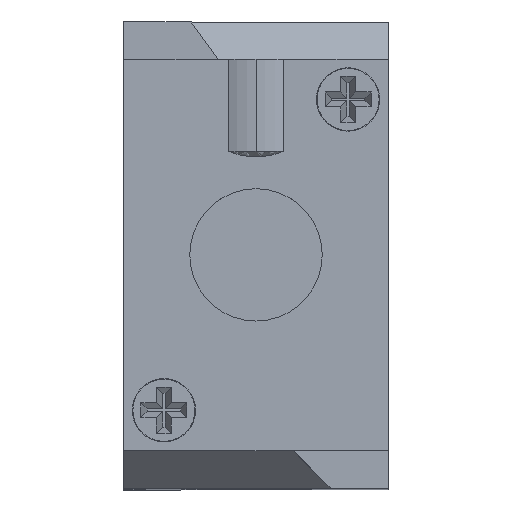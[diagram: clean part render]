
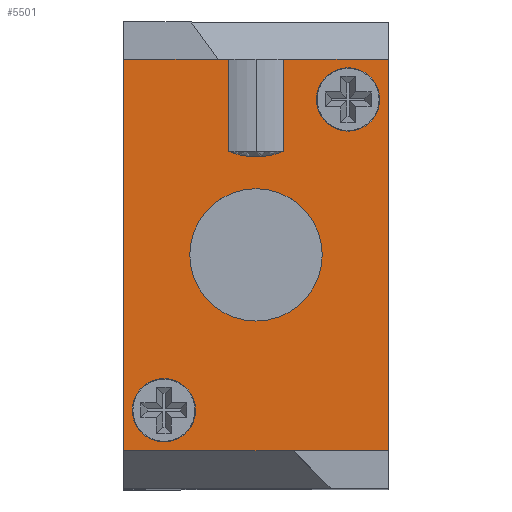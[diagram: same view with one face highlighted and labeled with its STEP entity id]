
A CAD part, top view. The second image highlights one B-rep face of the part: STEP entity #5501.
In plain terms, the highlighted planar face has unit normal (0, 0, 1).
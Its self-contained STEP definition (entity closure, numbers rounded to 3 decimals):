
#22 = EDGE_LOOP ( 'NONE', ( #2989, #3021 ) ) ;
#53 = EDGE_LOOP ( 'NONE', ( #2991, #2990 ) ) ;
#99 = EDGE_LOOP ( 'NONE', ( #2993, #2992 ) ) ;
#228 = EDGE_CURVE ( 'NONE', #4719, #4506, #1911, .T. ) ;
#229 = EDGE_CURVE ( 'NONE', #5001, #4719, #1914, .T. ) ;
#230 = EDGE_CURVE ( 'NONE', #4886, #5001, #1916, .T. ) ;
#231 = EDGE_CURVE ( 'NONE', #4882, #4886, #1918, .T. ) ;
#232 = EDGE_CURVE ( 'NONE', #5013, #4882, #1920, .T. ) ;
#233 = EDGE_CURVE ( 'NONE', #4899, #4918, #1923, .T. ) ;
#234 = EDGE_CURVE ( 'NONE', #4899, #4506, #1922, .T. ) ;
#235 = EDGE_CURVE ( 'NONE', #4919, #5004, #1925, .T. ) ;
#236 = EDGE_CURVE ( 'NONE', #4871, #4879, #1927, .T. ) ;
#258 = AXIS2_PLACEMENT_3D ( 'NONE', #4693, #4642, #4696 ) ;
#259 = AXIS2_PLACEMENT_3D ( 'NONE', #4707, #4708, #4703 ) ;
#260 = AXIS2_PLACEMENT_3D ( 'NONE', #4698, #4881, #4779 ) ;
#285 = AXIS2_PLACEMENT_3D ( 'NONE', #4351, #4354, #4352 ) ;
#288 = AXIS2_PLACEMENT_3D ( 'NONE', #4318, #4319, #4321 ) ;
#304 = AXIS2_PLACEMENT_3D ( 'NONE', #4371, #4359, #4300 ) ;
#330 = AXIS2_PLACEMENT_3D ( 'NONE', #3728, #3726, #3724 ) ;
#454 = AXIS2_PLACEMENT_3D ( 'NONE', #3051, #3050, #3049 ) ;
#837 = CIRCLE ( 'NONE', #285, 2.75 ) ;
#843 = CIRCLE ( 'NONE', #288, 2.75 ) ;
#896 = CIRCLE ( 'NONE', #304, 5.75 ) ;
#1046 = CIRCLE ( 'NONE', #330, 5.75 ) ;
#1089 = EDGE_CURVE ( 'NONE', #4918, #5013, #1952, .T. ) ;
#1911 = LINE ( 'NONE', #4448, #1913 ) ;
#1913 = VECTOR ( 'NONE', #4453, 1000. ) ;
#1914 = LINE ( 'NONE', #4289, #1915 ) ;
#1915 = VECTOR ( 'NONE', #4991, 1000. ) ;
#1916 = LINE ( 'NONE', #4302, #1917 ) ;
#1917 = VECTOR ( 'NONE', #4316, 1000. ) ;
#1918 = LINE ( 'NONE', #4330, #1919 ) ;
#1919 = VECTOR ( 'NONE', #4312, 1000. ) ;
#1920 = LINE ( 'NONE', #4308, #1921 ) ;
#1921 = VECTOR ( 'NONE', #4304, 1000. ) ;
#1922 = LINE ( 'NONE', #4781, #1924 ) ;
#1923 = CIRCLE ( 'NONE', #258, 6. ) ;
#1924 = VECTOR ( 'NONE', #4748, 1000. ) ;
#1925 = CIRCLE ( 'NONE', #259, 2.75 ) ;
#1927 = CIRCLE ( 'NONE', #260, 2.75 ) ;
#1952 = LINE ( 'NONE', #4391, #1954 ) ;
#1954 = VECTOR ( 'NONE', #4384, 1000. ) ;
#1991 = EDGE_CURVE ( 'NONE', #4879, #4871, #837, .T. ) ;
#1996 = EDGE_CURVE ( 'NONE', #5004, #4919, #843, .T. ) ;
#2032 = EDGE_CURVE ( 'NONE', #4741, #4974, #896, .T. ) ;
#2508 = FACE_BOUND ( 'NONE', #99, .T. ) ;
#2510 = FACE_BOUND ( 'NONE', #53, .T. ) ;
#2511 = FACE_BOUND ( 'NONE', #22, .T. ) ;
#2513 = FACE_OUTER_BOUND ( 'NONE', #5174, .T. ) ;
#2952 = ORIENTED_EDGE ( 'NONE', *, *, #228, .T. ) ;
#2969 = ORIENTED_EDGE ( 'NONE', *, *, #231, .T. ) ;
#2970 = ORIENTED_EDGE ( 'NONE', *, *, #230, .T. ) ;
#2971 = ORIENTED_EDGE ( 'NONE', *, *, #229, .T. ) ;
#2972 = ORIENTED_EDGE ( 'NONE', *, *, #232, .T. ) ;
#2986 = ORIENTED_EDGE ( 'NONE', *, *, #233, .T. ) ;
#2987 = ORIENTED_EDGE ( 'NONE', *, *, #234, .F. ) ;
#2988 = ORIENTED_EDGE ( 'NONE', *, *, #1089, .T. ) ;
#2989 = ORIENTED_EDGE ( 'NONE', *, *, #235, .F. ) ;
#2990 = ORIENTED_EDGE ( 'NONE', *, *, #1991, .F. ) ;
#2991 = ORIENTED_EDGE ( 'NONE', *, *, #236, .F. ) ;
#2992 = ORIENTED_EDGE ( 'NONE', *, *, #2032, .F. ) ;
#2993 = ORIENTED_EDGE ( 'NONE', *, *, #5135, .F. ) ;
#3021 = ORIENTED_EDGE ( 'NONE', *, *, #1996, .F. ) ;
#3049 = DIRECTION ( 'NONE',  ( 1., 0., 0. ) ) ;
#3050 = DIRECTION ( 'NONE',  ( 0., 0., 1. ) ) ;
#3051 = CARTESIAN_POINT ( 'NONE',  ( 11.5, -17., 13. ) ) ;
#3052 = PLANE ( 'NONE',  #454 ) ;
#3724 = DIRECTION ( 'NONE',  ( 1., 0., 0. ) ) ;
#3726 = DIRECTION ( 'NONE',  ( 0., 0., 1. ) ) ;
#3728 = CARTESIAN_POINT ( 'NONE',  ( 0., 0., 13. ) ) ;
#3834 = CARTESIAN_POINT ( 'NONE',  ( -2.398, 17., 13. ) ) ;
#3845 = CARTESIAN_POINT ( 'NONE',  ( -10.75, -13.5, 13. ) ) ;
#3849 = CARTESIAN_POINT ( 'NONE',  ( 11.5, -17., 13. ) ) ;
#3878 = CARTESIAN_POINT ( 'NONE',  ( 5.75, 0., 13. ) ) ;
#3943 = CARTESIAN_POINT ( 'NONE',  ( -5.25, -13.5, 13. ) ) ;
#3944 = CARTESIAN_POINT ( 'NONE',  ( -2.398, 9., 13. ) ) ;
#3967 = CARTESIAN_POINT ( 'NONE',  ( 2.398, 9., 13. ) ) ;
#3984 = CARTESIAN_POINT ( 'NONE',  ( -11.5, -17., 13. ) ) ;
#3989 = CARTESIAN_POINT ( 'NONE',  ( -11.5, 17., 13. ) ) ;
#3992 = CARTESIAN_POINT ( 'NONE',  ( 5.25, 13.5, 13. ) ) ;
#4000 = CARTESIAN_POINT ( 'NONE',  ( 10.75, 13.5, 13. ) ) ;
#4076 = CARTESIAN_POINT ( 'NONE',  ( -5.75, 0., 13. ) ) ;
#4099 = CARTESIAN_POINT ( 'NONE',  ( 11.5, 17., 13. ) ) ;
#4149 = CARTESIAN_POINT ( 'NONE',  ( 2.398, 17., 13. ) ) ;
#4289 = CARTESIAN_POINT ( 'NONE',  ( 11.5, 17., 13. ) ) ;
#4300 = DIRECTION ( 'NONE',  ( 1., 0., 0. ) ) ;
#4302 = CARTESIAN_POINT ( 'NONE',  ( -11.5, -17., 13. ) ) ;
#4304 = DIRECTION ( 'NONE',  ( -1., 0., 0. ) ) ;
#4308 = CARTESIAN_POINT ( 'NONE',  ( -11.5, 17., 13. ) ) ;
#4312 = DIRECTION ( 'NONE',  ( 0., -1., 0. ) ) ;
#4316 = DIRECTION ( 'NONE',  ( 1., 0., 0. ) ) ;
#4318 = CARTESIAN_POINT ( 'NONE',  ( -8., -13.5, 13. ) ) ;
#4319 = DIRECTION ( 'NONE',  ( 0., 0., 1. ) ) ;
#4321 = DIRECTION ( 'NONE',  ( 1., 0., 0. ) ) ;
#4330 = CARTESIAN_POINT ( 'NONE',  ( -11.5, 17., 13. ) ) ;
#4351 = CARTESIAN_POINT ( 'NONE',  ( 8., 13.5, 13. ) ) ;
#4352 = DIRECTION ( 'NONE',  ( 1., 0., 0. ) ) ;
#4354 = DIRECTION ( 'NONE',  ( 0., 0., 1. ) ) ;
#4359 = DIRECTION ( 'NONE',  ( 0., 0., 1. ) ) ;
#4371 = CARTESIAN_POINT ( 'NONE',  ( 0., 0., 13. ) ) ;
#4384 = DIRECTION ( 'NONE',  ( 0., 1., 0. ) ) ;
#4391 = CARTESIAN_POINT ( 'NONE',  ( -2.398, 9., 13. ) ) ;
#4448 = CARTESIAN_POINT ( 'NONE',  ( -11.5, 17., 13. ) ) ;
#4453 = DIRECTION ( 'NONE',  ( -1., 0., 0. ) ) ;
#4506 = VERTEX_POINT ( 'NONE', #4149 ) ;
#4642 = DIRECTION ( 'NONE',  ( 0., 0., -1. ) ) ;
#4693 = CARTESIAN_POINT ( 'NONE',  ( 0., 14.5, 13. ) ) ;
#4696 = DIRECTION ( 'NONE',  ( 1., 0., 0. ) ) ;
#4698 = CARTESIAN_POINT ( 'NONE',  ( 8., 13.5, 13. ) ) ;
#4703 = DIRECTION ( 'NONE',  ( 1., 0., 0. ) ) ;
#4707 = CARTESIAN_POINT ( 'NONE',  ( -8., -13.5, 13. ) ) ;
#4708 = DIRECTION ( 'NONE',  ( 0., 0., 1. ) ) ;
#4719 = VERTEX_POINT ( 'NONE', #4099 ) ;
#4741 = VERTEX_POINT ( 'NONE', #4076 ) ;
#4748 = DIRECTION ( 'NONE',  ( 0., 1., 0. ) ) ;
#4779 = DIRECTION ( 'NONE',  ( 1., 0., 0. ) ) ;
#4781 = CARTESIAN_POINT ( 'NONE',  ( 2.398, 9., 13. ) ) ;
#4871 = VERTEX_POINT ( 'NONE', #4000 ) ;
#4879 = VERTEX_POINT ( 'NONE', #3992 ) ;
#4881 = DIRECTION ( 'NONE',  ( 0., 0., 1. ) ) ;
#4882 = VERTEX_POINT ( 'NONE', #3989 ) ;
#4886 = VERTEX_POINT ( 'NONE', #3984 ) ;
#4899 = VERTEX_POINT ( 'NONE', #3967 ) ;
#4918 = VERTEX_POINT ( 'NONE', #3944 ) ;
#4919 = VERTEX_POINT ( 'NONE', #3943 ) ;
#4974 = VERTEX_POINT ( 'NONE', #3878 ) ;
#4991 = DIRECTION ( 'NONE',  ( 0., 1., 0. ) ) ;
#5001 = VERTEX_POINT ( 'NONE', #3849 ) ;
#5004 = VERTEX_POINT ( 'NONE', #3845 ) ;
#5013 = VERTEX_POINT ( 'NONE', #3834 ) ;
#5135 = EDGE_CURVE ( 'NONE', #4974, #4741, #1046, .T. ) ;
#5174 = EDGE_LOOP ( 'NONE', ( #2987, #2986, #2988, #2972, #2969, #2970, #2971, #2952 ) ) ;
#5501 = ADVANCED_FACE ( 'NONE', ( #2508, #2510, #2511, #2513 ), #3052, .T. ) ;
